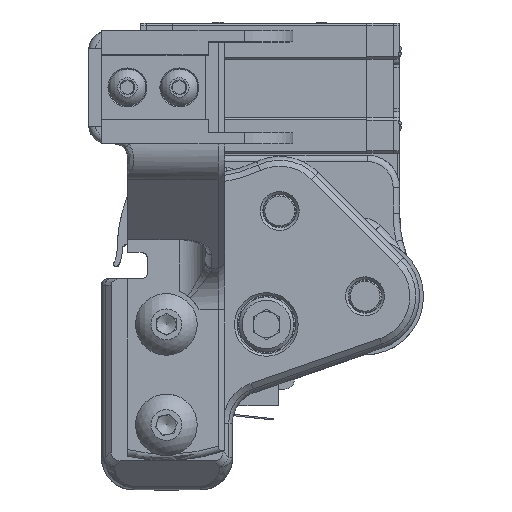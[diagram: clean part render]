
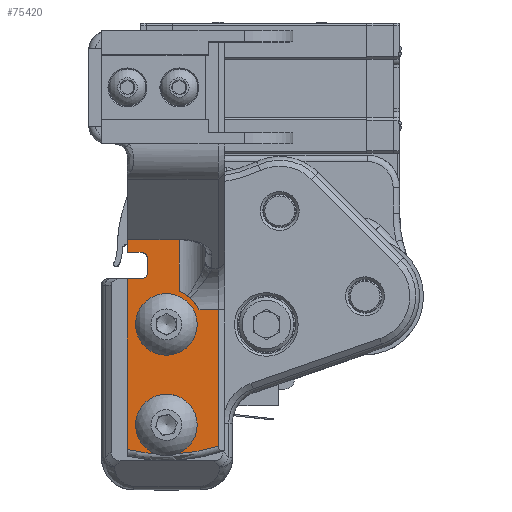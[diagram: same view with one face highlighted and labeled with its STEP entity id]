
A CAD part, top view. The second image highlights one B-rep face of the part: STEP entity #75420.
In plain terms, the highlighted planar face has unit normal (0, 0, 1).
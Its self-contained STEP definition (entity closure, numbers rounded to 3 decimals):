
#7829=FACE_BOUND('',#14914,.T.);
#7830=FACE_BOUND('',#14915,.T.);
#8233=CIRCLE('',#80177,26.);
#8280=CIRCLE('',#80269,1.);
#8281=CIRCLE('',#80273,1.);
#8282=CIRCLE('',#80276,5.5);
#8283=CIRCLE('',#80277,2.7);
#8284=CIRCLE('',#80278,2.7);
#10526=FACE_OUTER_BOUND('',#14913,.T.);
#14913=EDGE_LOOP('',(#51731,#51732,#51733,#51734,#51735,#51736,#51737,#51738,
#51739,#51740,#51741,#51742,#51743));
#14914=EDGE_LOOP('',(#51744));
#14915=EDGE_LOOP('',(#51745));
#19652=LINE('',#104736,#26302);
#19678=LINE('',#104863,#26328);
#19712=LINE('',#105085,#26362);
#19751=LINE('',#105205,#26401);
#19757=LINE('',#105223,#26407);
#19759=LINE('',#105228,#26409);
#19762=LINE('',#105235,#26412);
#19763=LINE('',#105239,#26413);
#19764=LINE('',#105240,#26414);
#26302=VECTOR('',#86316,10.);
#26328=VECTOR('',#86414,10.);
#26362=VECTOR('',#86528,10.);
#26401=VECTOR('',#86639,10.);
#26407=VECTOR('',#86657,10.);
#26409=VECTOR('',#86661,10.);
#26412=VECTOR('',#86670,10.);
#26413=VECTOR('',#86675,10.);
#26414=VECTOR('',#86676,10.);
#32924=VERTEX_POINT('',#104717);
#32926=VERTEX_POINT('',#104723);
#32966=VERTEX_POINT('',#104820);
#32977=VERTEX_POINT('',#104860);
#32978=VERTEX_POINT('',#104862);
#33030=VERTEX_POINT('',#105083);
#33058=VERTEX_POINT('',#105198);
#33063=VERTEX_POINT('',#105217);
#33064=VERTEX_POINT('',#105219);
#33065=VERTEX_POINT('',#105225);
#33066=VERTEX_POINT('',#105227);
#33067=VERTEX_POINT('',#105231);
#33068=VERTEX_POINT('',#105237);
#33069=VERTEX_POINT('',#105241);
#33070=VERTEX_POINT('',#105243);
#40067=EDGE_CURVE('',#32924,#32926,#19652,.T.);
#40109=EDGE_CURVE('',#32926,#32966,#8233,.T.);
#40123=EDGE_CURVE('',#32977,#32978,#19678,.T.);
#40193=EDGE_CURVE('',#33030,#32977,#19712,.T.);
#40249=EDGE_CURVE('',#33058,#32924,#19751,.T.);
#40256=EDGE_CURVE('',#33064,#33063,#8280,.T.);
#40258=EDGE_CURVE('',#33030,#33064,#19757,.T.);
#40260=EDGE_CURVE('',#33066,#33065,#19759,.T.);
#40262=EDGE_CURVE('',#33067,#33066,#8281,.T.);
#40264=EDGE_CURVE('',#33063,#33067,#19762,.T.);
#40265=EDGE_CURVE('',#33058,#33068,#8282,.T.);
#40266=EDGE_CURVE('',#32978,#33068,#19763,.T.);
#40267=EDGE_CURVE('',#32966,#33065,#19764,.T.);
#40268=EDGE_CURVE('',#33069,#33069,#8283,.T.);
#40269=EDGE_CURVE('',#33070,#33070,#8284,.T.);
#51731=ORIENTED_EDGE('',*,*,#40067,.F.);
#51732=ORIENTED_EDGE('',*,*,#40249,.F.);
#51733=ORIENTED_EDGE('',*,*,#40265,.T.);
#51734=ORIENTED_EDGE('',*,*,#40266,.F.);
#51735=ORIENTED_EDGE('',*,*,#40123,.F.);
#51736=ORIENTED_EDGE('',*,*,#40193,.F.);
#51737=ORIENTED_EDGE('',*,*,#40258,.T.);
#51738=ORIENTED_EDGE('',*,*,#40256,.T.);
#51739=ORIENTED_EDGE('',*,*,#40264,.T.);
#51740=ORIENTED_EDGE('',*,*,#40262,.T.);
#51741=ORIENTED_EDGE('',*,*,#40260,.T.);
#51742=ORIENTED_EDGE('',*,*,#40267,.F.);
#51743=ORIENTED_EDGE('',*,*,#40109,.F.);
#51744=ORIENTED_EDGE('',*,*,#40268,.T.);
#51745=ORIENTED_EDGE('',*,*,#40269,.T.);
#73395=PLANE('',#80275);
#75420=ADVANCED_FACE('',(#10526,#7829,#7830),#73395,.T.);
#80177=AXIS2_PLACEMENT_3D('',#104821,#86386,#86387);
#80269=AXIS2_PLACEMENT_3D('',#105220,#86652,#86653);
#80273=AXIS2_PLACEMENT_3D('',#105232,#86665,#86666);
#80275=AXIS2_PLACEMENT_3D('',#105236,#86671,#86672);
#80276=AXIS2_PLACEMENT_3D('',#105238,#86673,#86674);
#80277=AXIS2_PLACEMENT_3D('',#105242,#86677,#86678);
#80278=AXIS2_PLACEMENT_3D('',#105244,#86679,#86680);
#86316=DIRECTION('',(0.,-1.,0.));
#86386=DIRECTION('center_axis',(0.,0.,
-1.));
#86387=DIRECTION('ref_axis',(0.038,-0.999,0.));
#86414=DIRECTION('',(1.,0.,0.));
#86528=DIRECTION('',(0.,1.,0.));
#86639=DIRECTION('',(1.,0.,0.));
#86652=DIRECTION('center_axis',(0.,0.,
-1.));
#86653=DIRECTION('ref_axis',(1.,0.,0.));
#86657=DIRECTION('',(1.,0.,0.));
#86661=DIRECTION('',(-1.,0.,0.));
#86665=DIRECTION('center_axis',(0.,0.,
-1.));
#86666=DIRECTION('ref_axis',(0.,-1.,0.));
#86670=DIRECTION('',(0.,-1.,0.));
#86671=DIRECTION('center_axis',(0.,0.,
1.));
#86672=DIRECTION('ref_axis',(0.,1.,0.));
#86673=DIRECTION('center_axis',(0.,0.,
1.));
#86674=DIRECTION('ref_axis',(0.,-1.,0.));
#86675=DIRECTION('',(0.,-1.,0.));
#86676=DIRECTION('',(0.,1.,0.));
#86677=DIRECTION('center_axis',(0.,0.,
-1.));
#86678=DIRECTION('ref_axis',(0.,-1.,0.));
#86679=DIRECTION('center_axis',(0.,0.,
-1.));
#86680=DIRECTION('ref_axis',(0.,-1.,0.));
#104717=CARTESIAN_POINT('',(172.529,-2.841,73.355));
#104723=CARTESIAN_POINT('',(172.529,-23.811,73.355));
#104736=CARTESIAN_POINT('',(172.529,-9.535,73.355));
#104820=CARTESIAN_POINT('',(158.529,-24.371,73.355));
#104821=CARTESIAN_POINT('Origin',(164.529,0.927,73.355));
#104860=CARTESIAN_POINT('',(158.529,15.397,73.355));
#104862=CARTESIAN_POINT('',(166.529,15.397,73.355));
#104863=CARTESIAN_POINT('',(164.529,15.397,73.355));
#105083=CARTESIAN_POINT('',(158.529,6.038,73.355));
#105085=CARTESIAN_POINT('',(158.529,0.927,73.355));
#105198=CARTESIAN_POINT('',(169.556,-2.841,73.355));
#105205=CARTESIAN_POINT('',(170.529,-2.841,73.355));
#105217=CARTESIAN_POINT('',(161.629,5.038,73.355));
#105219=CARTESIAN_POINT('',(160.629,6.038,73.355));
#105220=CARTESIAN_POINT('Origin',(160.629,5.038,73.355));
#105223=CARTESIAN_POINT('',(162.029,6.038,73.355));
#105225=CARTESIAN_POINT('',(158.529,1.977,73.355));
#105227=CARTESIAN_POINT('',(160.629,1.977,73.355));
#105228=CARTESIAN_POINT('',(165.579,1.977,73.355));
#105231=CARTESIAN_POINT('',(161.629,2.977,73.355));
#105232=CARTESIAN_POINT('Origin',(160.629,2.977,73.355));
#105235=CARTESIAN_POINT('',(161.629,-10.517,73.355));
#105236=CARTESIAN_POINT('Origin',(170.529,-26.073,73.355));
#105237=CARTESIAN_POINT('',(166.529,0.051,73.355));
#105238=CARTESIAN_POINT('Origin',(164.529,-5.073,73.355));
#105239=CARTESIAN_POINT('',(166.529,-2.949,73.355));
#105240=CARTESIAN_POINT('',(158.529,-26.623,73.355));
#105241=CARTESIAN_POINT('',(164.529,-17.873,73.355));
#105242=CARTESIAN_POINT('Origin',(164.529,-20.573,73.355));
#105243=CARTESIAN_POINT('',(164.529,-2.373,73.355));
#105244=CARTESIAN_POINT('Origin',(164.529,-5.073,73.355));
